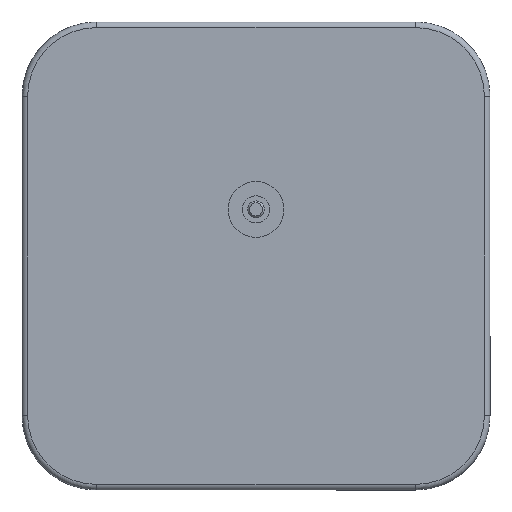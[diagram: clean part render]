
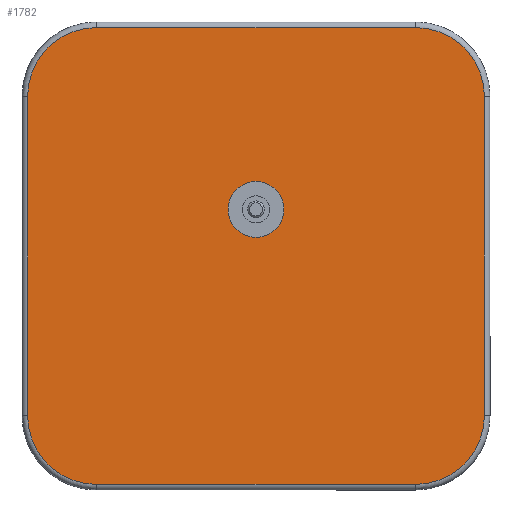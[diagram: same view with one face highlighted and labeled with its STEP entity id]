
A CAD part, front view. The second image highlights one B-rep face of the part: STEP entity #1782.
In plain terms, the highlighted planar face has unit normal (0, -1, 0).
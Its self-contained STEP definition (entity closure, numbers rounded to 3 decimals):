
#11 = CARTESIAN_POINT ( 'NONE',  ( 0., 0., 4. ) ) ;
#14 = FACE_BOUND ( 'NONE', #1001, .T. ) ;
#19 = CARTESIAN_POINT ( 'NONE',  ( -8.55, 0., 12.25 ) ) ;
#28 = CARTESIAN_POINT ( 'NONE',  ( 0., 0., 2.5 ) ) ;
#36 = CARTESIAN_POINT ( 'NONE',  ( 0., 0., 1. ) ) ;
#102 = ORIENTED_EDGE ( 'NONE', *, *, #773, .T. ) ;
#114 = CARTESIAN_POINT ( 'NONE',  ( -8.55, 0., -12.25 ) ) ;
#149 = AXIS2_PLACEMENT_3D ( 'NONE', #628, #1994, #1802 ) ;
#172 = VERTEX_POINT ( 'NONE', #513 ) ;
#207 = CARTESIAN_POINT ( 'NONE',  ( 12.25, 0., 8.55 ) ) ;
#231 = CIRCLE ( 'NONE', #2035, 1.5 ) ;
#284 = CIRCLE ( 'NONE', #1732, 3.7 ) ;
#344 = EDGE_LOOP ( 'NONE', ( #1241, #366, #750, #549, #437, #102, #902, #1106 ) ) ;
#366 = ORIENTED_EDGE ( 'NONE', *, *, #1417, .T. ) ;
#433 = VECTOR ( 'NONE', #1880, 1000. ) ;
#437 = ORIENTED_EDGE ( 'NONE', *, *, #1587, .T. ) ;
#452 = AXIS2_PLACEMENT_3D ( 'NONE', #644, #822, #2004 ) ;
#492 = CARTESIAN_POINT ( 'NONE',  ( -12.25, 0., 8.55 ) ) ;
#500 = ORIENTED_EDGE ( 'NONE', *, *, #1896, .F. ) ;
#513 = CARTESIAN_POINT ( 'NONE',  ( 8.55, 0., 12.25 ) ) ;
#549 = ORIENTED_EDGE ( 'NONE', *, *, #2126, .T. ) ;
#600 = AXIS2_PLACEMENT_3D ( 'NONE', #1205, #2056, #1179 ) ;
#628 = CARTESIAN_POINT ( 'NONE',  ( 8.55, 0., -8.55 ) ) ;
#639 = CIRCLE ( 'NONE', #149, 3.7 ) ;
#644 = CARTESIAN_POINT ( 'NONE',  ( -8.55, 0., -8.55 ) ) ;
#665 = LINE ( 'NONE', #207, #1965 ) ;
#731 = DIRECTION ( 'NONE',  ( 0., 0., 1. ) ) ;
#740 = CARTESIAN_POINT ( 'NONE',  ( -12.25, 0., -8.55 ) ) ;
#750 = ORIENTED_EDGE ( 'NONE', *, *, #1049, .T. ) ;
#758 = CIRCLE ( 'NONE', #452, 3.7 ) ;
#763 = DIRECTION ( 'NONE',  ( 0., -1., 0. ) ) ;
#767 = DIRECTION ( 'NONE',  ( 0., -1., 0. ) ) ;
#773 = EDGE_CURVE ( 'NONE', #1524, #1459, #1549, .T. ) ;
#779 = CARTESIAN_POINT ( 'NONE',  ( 8.55, 0., 8.55 ) ) ;
#805 = CARTESIAN_POINT ( 'NONE',  ( -8.55, 0., 8.55 ) ) ;
#822 = DIRECTION ( 'NONE',  ( 0., -1., 0. ) ) ;
#824 = ORIENTED_EDGE ( 'NONE', *, *, #949, .F. ) ;
#876 = PLANE ( 'NONE',  #600 ) ;
#891 = CARTESIAN_POINT ( 'NONE',  ( 12.25, 0., -8.55 ) ) ;
#902 = ORIENTED_EDGE ( 'NONE', *, *, #1526, .T. ) ;
#915 = LINE ( 'NONE', #1078, #2055 ) ;
#949 = EDGE_CURVE ( 'NONE', #1321, #1850, #2111, .T. ) ;
#1001 = EDGE_LOOP ( 'NONE', ( #824, #500 ) ) ;
#1049 = EDGE_CURVE ( 'NONE', #2211, #1738, #2130, .T. ) ;
#1074 = DIRECTION ( 'NONE',  ( 0., -1., 0. ) ) ;
#1078 = CARTESIAN_POINT ( 'NONE',  ( 8.55, 0., 12.25 ) ) ;
#1106 = ORIENTED_EDGE ( 'NONE', *, *, #1331, .T. ) ;
#1158 = VECTOR ( 'NONE', #1921, 1000. ) ;
#1179 = DIRECTION ( 'NONE',  ( 0., 0., 1. ) ) ;
#1205 = CARTESIAN_POINT ( 'NONE',  ( 8.55, 0., 8.55 ) ) ;
#1216 = CARTESIAN_POINT ( 'NONE',  ( 8.55, 0., -12.25 ) ) ;
#1241 = ORIENTED_EDGE ( 'NONE', *, *, #2060, .T. ) ;
#1274 = DIRECTION ( 'NONE',  ( 0., 0., -1. ) ) ;
#1292 = DIRECTION ( 'NONE',  ( 0., -1., 0. ) ) ;
#1321 = VERTEX_POINT ( 'NONE', #36 ) ;
#1331 = EDGE_CURVE ( 'NONE', #1976, #2181, #665, .T. ) ;
#1398 = FACE_OUTER_BOUND ( 'NONE', #344, .T. ) ;
#1417 = EDGE_CURVE ( 'NONE', #172, #2211, #915, .T. ) ;
#1442 = DIRECTION ( 'NONE',  ( 0., 0., 1. ) ) ;
#1459 = VERTEX_POINT ( 'NONE', #1811 ) ;
#1524 = VERTEX_POINT ( 'NONE', #114 ) ;
#1526 = EDGE_CURVE ( 'NONE', #1459, #1976, #639, .T. ) ;
#1549 = LINE ( 'NONE', #1216, #433 ) ;
#1560 = CARTESIAN_POINT ( 'NONE',  ( 12.25, 0., 8.55 ) ) ;
#1564 = DIRECTION ( 'NONE',  ( -1., 0., 0. ) ) ;
#1578 = CARTESIAN_POINT ( 'NONE',  ( -12.25, 0., 8.55 ) ) ;
#1584 = LINE ( 'NONE', #1578, #1158 ) ;
#1587 = EDGE_CURVE ( 'NONE', #1962, #1524, #758, .T. ) ;
#1634 = DIRECTION ( 'NONE',  ( 0., 0., 1. ) ) ;
#1702 = AXIS2_PLACEMENT_3D ( 'NONE', #805, #1292, #1634 ) ;
#1732 = AXIS2_PLACEMENT_3D ( 'NONE', #779, #767, #1442 ) ;
#1738 = VERTEX_POINT ( 'NONE', #492 ) ;
#1782 = ADVANCED_FACE ( 'NONE', ( #1398, #14 ), #876, .F. ) ;
#1802 = DIRECTION ( 'NONE',  ( 0., 0., 1. ) ) ;
#1811 = CARTESIAN_POINT ( 'NONE',  ( 8.55, 0., -12.25 ) ) ;
#1826 = AXIS2_PLACEMENT_3D ( 'NONE', #1967, #763, #1274 ) ;
#1850 = VERTEX_POINT ( 'NONE', #11 ) ;
#1880 = DIRECTION ( 'NONE',  ( 1., 0., 0. ) ) ;
#1896 = EDGE_CURVE ( 'NONE', #1850, #1321, #231, .T. ) ;
#1921 = DIRECTION ( 'NONE',  ( 0., 0., -1. ) ) ;
#1962 = VERTEX_POINT ( 'NONE', #740 ) ;
#1965 = VECTOR ( 'NONE', #731, 1000. ) ;
#1967 = CARTESIAN_POINT ( 'NONE',  ( 0., 0., 2.5 ) ) ;
#1976 = VERTEX_POINT ( 'NONE', #891 ) ;
#1994 = DIRECTION ( 'NONE',  ( 0., -1., 0. ) ) ;
#2004 = DIRECTION ( 'NONE',  ( 0., 0., 1. ) ) ;
#2035 = AXIS2_PLACEMENT_3D ( 'NONE', #28, #1074, #2082 ) ;
#2055 = VECTOR ( 'NONE', #1564, 1000. ) ;
#2056 = DIRECTION ( 'NONE',  ( 0., 1., 0. ) ) ;
#2060 = EDGE_CURVE ( 'NONE', #2181, #172, #284, .T. ) ;
#2082 = DIRECTION ( 'NONE',  ( 0., 0., -1. ) ) ;
#2111 = CIRCLE ( 'NONE', #1826, 1.5 ) ;
#2126 = EDGE_CURVE ( 'NONE', #1738, #1962, #1584, .T. ) ;
#2130 = CIRCLE ( 'NONE', #1702, 3.7 ) ;
#2181 = VERTEX_POINT ( 'NONE', #1560 ) ;
#2211 = VERTEX_POINT ( 'NONE', #19 ) ;
